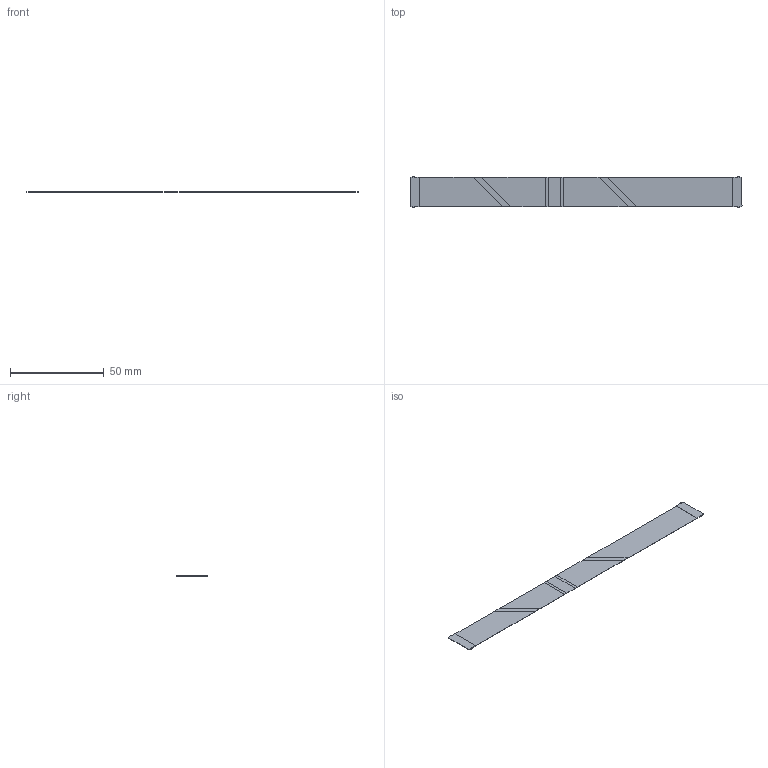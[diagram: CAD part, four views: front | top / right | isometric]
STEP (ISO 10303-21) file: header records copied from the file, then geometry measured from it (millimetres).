
FILE_DESCRIPTION(('Open CASCADE Model'),'2;1');
FILE_NAME('Open CASCADE Shape Model','2015-11-26T15:36:30',('Author'),( 'Open CASCADE'),'Open CASCADE STEP processor 6.5','Open CASCADE 6.5' ,'Unknown');
FILE_SCHEMA(('AUTOMOTIVE_DESIGN_CC2 { 1 2 10303 214 -1 1 5 4 }'));
Length unit declared in the file: millimetre
Products named in the file (2): PCB; BoardFC_DOH_L1&L2_v1.1.3
Assembly tree (1 placements, depth 2):
  PCB
    BoardFC_DOH_L1&L2_v1.1.3
Bounding box: 177.01 x 16.61 x 0.24 mm (x, y, z)
Volume: 373.8 mm3; surface area: 5596.6 mm2
Topology: 11 solids, 11 shells, 144 faces, 366 edges, 244 vertices
Faces by surface type: plane 144
Entity records: 9007 total; most frequent: CARTESIAN_POINT 1488, DIRECTION 1390, LINE 1098, VECTOR 1098, ORIENTED_EDGE 732, PCURVE 732, DEFINITIONAL_REPRESENTATION 732, EDGE_CURVE 366
